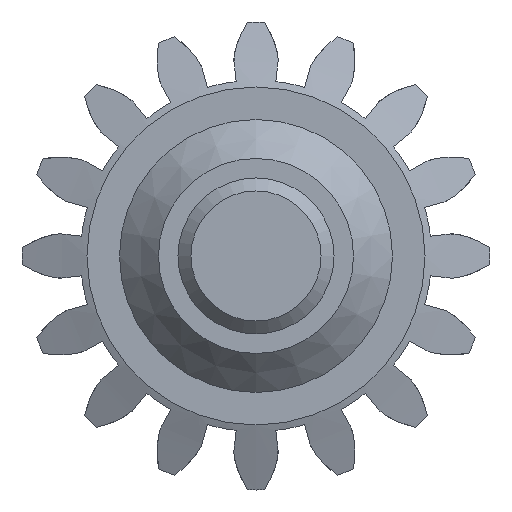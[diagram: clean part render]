
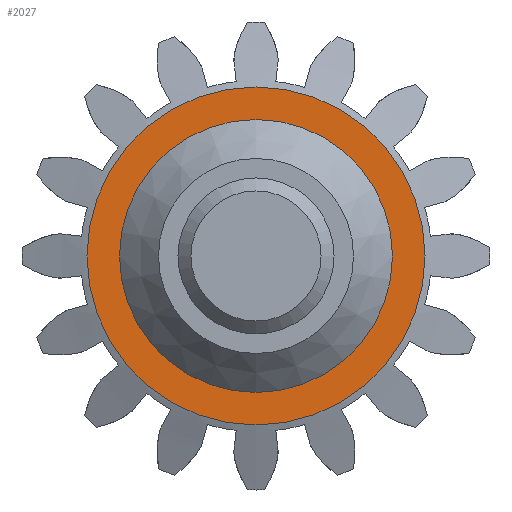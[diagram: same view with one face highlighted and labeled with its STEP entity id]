
A CAD part, left-side view. The second image highlights one B-rep face of the part: STEP entity #2027.
In plain terms, the highlighted planar face has unit normal (-1, 0, 0).
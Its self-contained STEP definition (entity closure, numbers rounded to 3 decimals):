
#148=FACE_BOUND('',#308,.T.);
#153=PLANE('',#2157);
#193=FACE_OUTER_BOUND('',#307,.T.);
#307=EDGE_LOOP('',(#1386));
#308=EDGE_LOOP('',(#1387));
#768=CIRCLE('',#2156,10.5);
#769=CIRCLE('',#2158,13.);
#852=VERTEX_POINT('',#2829);
#853=VERTEX_POINT('',#2833);
#1065=EDGE_CURVE('',#852,#852,#768,.T.);
#1066=EDGE_CURVE('',#853,#853,#769,.T.);
#1386=ORIENTED_EDGE('',*,*,#1066,.T.);
#1387=ORIENTED_EDGE('',*,*,#1065,.F.);
#2027=ADVANCED_FACE('',(#193,#148),#153,.F.);
#2156=AXIS2_PLACEMENT_3D('',#2831,#2327,#2328);
#2157=AXIS2_PLACEMENT_3D('',#2832,#2329,#2330);
#2158=AXIS2_PLACEMENT_3D('',#2834,#2331,#2332);
#2327=DIRECTION('center_axis',(-1.,0.,0.));
#2328=DIRECTION('ref_axis',(0.,0.,1.));
#2329=DIRECTION('center_axis',(1.,0.,0.));
#2330=DIRECTION('ref_axis',(0.,0.,1.));
#2331=DIRECTION('center_axis',(-1.,0.,0.));
#2332=DIRECTION('ref_axis',(0.,0.,1.));
#2829=CARTESIAN_POINT('',(56.6,0.,-10.5));
#2831=CARTESIAN_POINT('Origin',(56.6,0.,0.));
#2832=CARTESIAN_POINT('Origin',(56.6,0.,0.));
#2833=CARTESIAN_POINT('',(56.6,0.,-13.));
#2834=CARTESIAN_POINT('Origin',(56.6,0.,0.));
